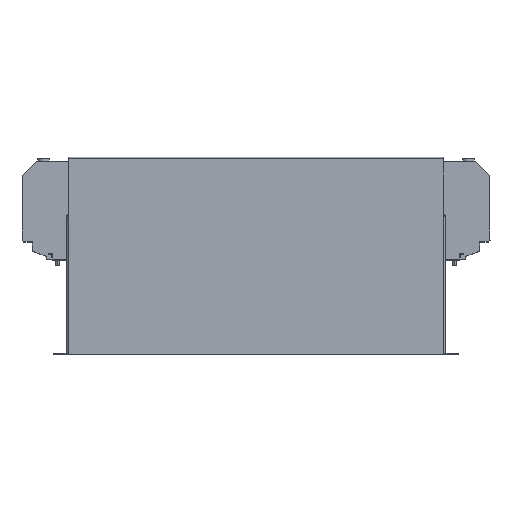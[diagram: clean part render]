
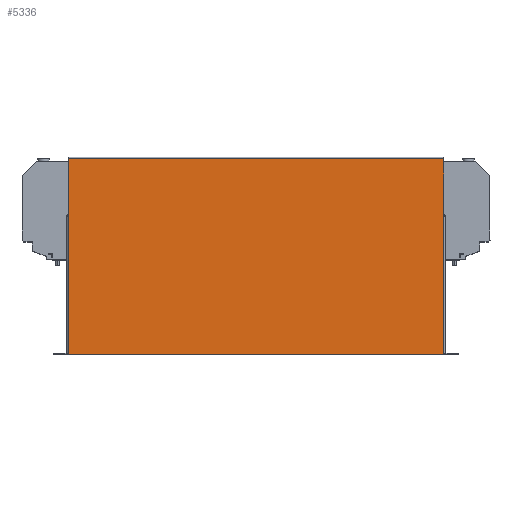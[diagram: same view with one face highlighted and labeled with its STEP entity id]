
A CAD part, top view. The second image highlights one B-rep face of the part: STEP entity #5336.
In plain terms, the highlighted planar face has unit normal (0, 0, 1).
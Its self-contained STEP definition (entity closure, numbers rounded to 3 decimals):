
#550 = CARTESIAN_POINT ( 'NONE',  ( -208.5, 216.6, 76.75 ) ) ;
#671 = DIRECTION ( 'NONE',  ( 0., -1., 0. ) ) ;
#889 = DIRECTION ( 'NONE',  ( 0., 0., 1. ) ) ;
#1399 = EDGE_LOOP ( 'NONE', ( #9783, #3927, #2249, #12694 ) ) ;
#2249 = ORIENTED_EDGE ( 'NONE', *, *, #5253, .F. ) ;
#2471 = VECTOR ( 'NONE', #3636, 1000. ) ;
#2519 = VECTOR ( 'NONE', #671, 1000. ) ;
#2977 = LINE ( 'NONE', #16664, #2471 ) ;
#3636 = DIRECTION ( 'NONE',  ( -1., 0., 0. ) ) ;
#3927 = ORIENTED_EDGE ( 'NONE', *, *, #15422, .T. ) ;
#3957 = VECTOR ( 'NONE', #7242, 1000. ) ;
#3964 = LINE ( 'NONE', #550, #12073 ) ;
#3980 = CARTESIAN_POINT ( 'NONE',  ( 0., 215.6, 76.75 ) ) ;
#4380 = CARTESIAN_POINT ( 'NONE',  ( 208.5, -1., 76.75 ) ) ;
#5253 = EDGE_CURVE ( 'Defeature ausgef�hrt2_194+Defeature ausgef�hrt2_196+Defeature ausgef�hrt2_197+Defeature ausgef�hrt2_207', #18186, #15239, #3964, .T. ) ;
#5336 = ADVANCED_FACE ( 'Defeature ausgef�hrt2_196', ( #18495 ), #13918, .T. ) ;
#5834 = CARTESIAN_POINT ( 'NONE',  ( 0., 217.6, 76.75 ) ) ;
#6793 = EDGE_CURVE ( 'Defeature ausgef�hrt2_197+Defeature ausgef�hrt2_196+Defeature ausgef�hrt2_195+Defeature ausgef�hrt2_194', #9420, #18186, #2977, .T. ) ;
#7031 = CARTESIAN_POINT ( 'NONE',  ( 208.5, -1., 76.75 ) ) ;
#7242 = DIRECTION ( 'NONE',  ( -1., 0., 0. ) ) ;
#7788 = CARTESIAN_POINT ( 'NONE',  ( 208.5, 215.6, 76.75 ) ) ;
#8341 = CARTESIAN_POINT ( 'NONE',  ( -208.5, -1., 76.75 ) ) ;
#9420 = VERTEX_POINT ( 'NONE', #4380 ) ;
#9783 = ORIENTED_EDGE ( 'NONE', *, *, #12019, .F. ) ;
#11837 = AXIS2_PLACEMENT_3D ( 'NONE', #5834, #889, #13779 ) ;
#12019 = EDGE_CURVE ( 'Defeature ausgef�hrt2_195+Defeature ausgef�hrt2_196+Defeature ausgef�hrt2_208+Defeature ausgef�hrt2_197', #14202, #9420, #17180, .T. ) ;
#12073 = VECTOR ( 'NONE', #14936, 1000. ) ;
#12694 = ORIENTED_EDGE ( 'NONE', *, *, #6793, .F. ) ;
#13604 = LINE ( 'NONE', #3980, #3957 ) ;
#13779 = DIRECTION ( 'NONE',  ( 0., -1., 0. ) ) ;
#13918 = PLANE ( 'NONE',  #11837 ) ;
#14202 = VERTEX_POINT ( 'NONE', #7788 ) ;
#14936 = DIRECTION ( 'NONE',  ( 0., 1., 0. ) ) ;
#15239 = VERTEX_POINT ( 'NONE', #17873 ) ;
#15422 = EDGE_CURVE ( 'Defeature ausgef�hrt2_196+Defeature ausgef�hrt2_210+Defeature ausgef�hrt2_195+Defeature ausgef�hrt2_194', #14202, #15239, #13604, .T. ) ;
#16664 = CARTESIAN_POINT ( 'NONE',  ( -208.5, -1., 76.75 ) ) ;
#17180 = LINE ( 'NONE', #7031, #2519 ) ;
#17873 = CARTESIAN_POINT ( 'NONE',  ( -208.5, 215.6, 76.75 ) ) ;
#18186 = VERTEX_POINT ( 'NONE', #8341 ) ;
#18495 = FACE_OUTER_BOUND ( 'NONE', #1399, .T. ) ;
